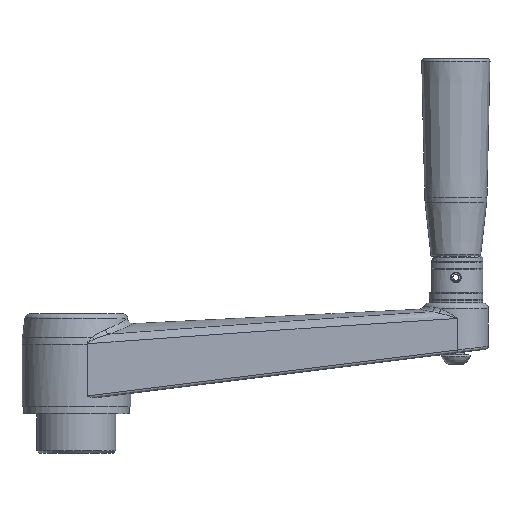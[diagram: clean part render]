
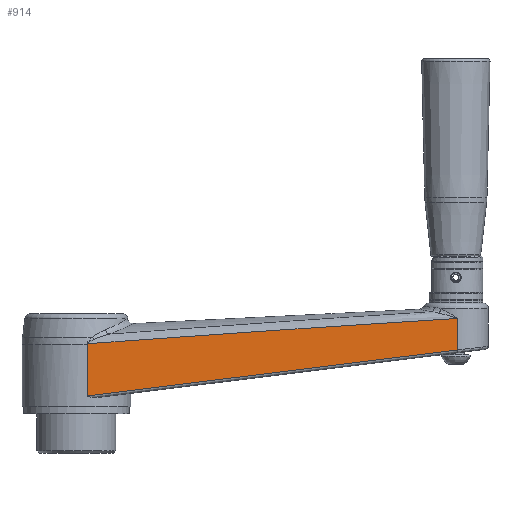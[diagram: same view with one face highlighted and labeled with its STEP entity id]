
A CAD part, front view. The second image highlights one B-rep face of the part: STEP entity #914.
In plain terms, the highlighted planar face has unit normal (0.056, -0.999, 0).
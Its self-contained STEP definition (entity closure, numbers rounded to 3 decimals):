
#914 = ADVANCED_FACE( '', ( #1952 ), #1953, .T. );
#1952 = FACE_OUTER_BOUND( '', #6321, .T. );
#1953 = PLANE( '', #6322 );
#6321 = EDGE_LOOP( '', ( #9072, #9073, #9074, #9075, #9076 ) );
#6322 = AXIS2_PLACEMENT_3D( '', #9077, #9078, #9079 );
#9072 = ORIENTED_EDGE( '', *, *, #9651, .T. );
#9073 = ORIENTED_EDGE( '', *, *, #10427, .T. );
#9074 = ORIENTED_EDGE( '', *, *, #10134, .F. );
#9075 = ORIENTED_EDGE( '', *, *, #10395, .T. );
#9076 = ORIENTED_EDGE( '', *, *, #9705, .T. );
#9077 = CARTESIAN_POINT( '', ( -64.927, -19.151, 50. ) );
#9078 = DIRECTION( '', ( 0.056, -0.998, 0. ) );
#9079 = DIRECTION( '', ( 0.998, 0.056, 0. ) );
#9651 = EDGE_CURVE( '', #10806, #10804, #10807, .T. );
#9705 = EDGE_CURVE( '', #10900, #10806, #10901, .F. );
#10134 = EDGE_CURVE( '', #11578, #11570, #11579, .T. );
#10395 = EDGE_CURVE( '', #11578, #10900, #11917, .T. );
#10427 = EDGE_CURVE( '', #10804, #11570, #11957, .T. );
#10804 = VERTEX_POINT( '', #12720 );
#10806 = VERTEX_POINT( '', #12737 );
#10807 = LINE( '', #12738, #12739 );
#10900 = VERTEX_POINT( '', #13296 );
#10901 = B_SPLINE_CURVE_WITH_KNOTS( '', 3, ( #13297, #13298, #13299, #13300, #13301, #13302, #13303, #13304, #13305, #13306, #13307, #13308, #13309, #13310, #13311, #13312, #13313, #13314, #13315, #13316, #13317 ), .UNSPECIFIED., .F., .F., ( 4, 2, 2, 1, 2, 2, 1, 1, 1, 2, 2, 1, 4 ), ( 0., 0., 0., 0., 0., 0., 0., 0., 0., 0., 0., 0., 0. ), .UNSPECIFIED. );
#11570 = VERTEX_POINT( '', #14783 );
#11578 = VERTEX_POINT( '', #14791 );
#11579 = LINE( '', #14792, #14793 );
#11917 = ELLIPSE( '', #15901, 715.897, 39.786 );
#11957 = LINE( '', #16005, #16006 );
#12720 = CARTESIAN_POINT( '', ( -59.28, -18.836, 6.386 ) );
#12737 = CARTESIAN_POINT( '', ( -59.28, -18.836, 24.476 ) );
#12738 = CARTESIAN_POINT( '', ( -59.28, -18.836, 0. ) );
#12739 = VECTOR( '', #16503, 1000. );
#13296 = CARTESIAN_POINT( '', ( -59.145, -18.829, 24.87 ) );
#13297 = CARTESIAN_POINT( '', ( -59.28, -18.836, 24.476 ) );
#13298 = CARTESIAN_POINT( '', ( -59.276, -18.836, 24.511 ) );
#13299 = CARTESIAN_POINT( '', ( -59.271, -18.836, 24.545 ) );
#13300 = CARTESIAN_POINT( '', ( -59.257, -18.835, 24.614 ) );
#13301 = CARTESIAN_POINT( '', ( -59.248, -18.834, 24.647 ) );
#13302 = CARTESIAN_POINT( '', ( -59.231, -18.833, 24.697 ) );
#13303 = CARTESIAN_POINT( '', ( -59.222, -18.833, 24.722 ) );
#13304 = CARTESIAN_POINT( '', ( -59.212, -18.832, 24.746 ) );
#13305 = CARTESIAN_POINT( '', ( -59.205, -18.832, 24.762 ) );
#13306 = CARTESIAN_POINT( '', ( -59.201, -18.832, 24.77 ) );
#13307 = CARTESIAN_POINT( '', ( -59.19, -18.831, 24.794 ) );
#13308 = CARTESIAN_POINT( '', ( -59.177, -18.83, 24.818 ) );
#13309 = CARTESIAN_POINT( '', ( -59.161, -18.83, 24.844 ) );
#13310 = CARTESIAN_POINT( '', ( -59.154, -18.829, 24.856 ) );
#13311 = CARTESIAN_POINT( '', ( -59.151, -18.829, 24.86 ) );
#13312 = CARTESIAN_POINT( '', ( -59.151, -18.829, 24.861 ) );
#13313 = CARTESIAN_POINT( '', ( -59.15, -18.829, 24.861 ) );
#13314 = CARTESIAN_POINT( '', ( -59.149, -18.829, 24.863 ) );
#13315 = CARTESIAN_POINT( '', ( -59.148, -18.829, 24.865 ) );
#13316 = CARTESIAN_POINT( '', ( -59.146, -18.829, 24.868 ) );
#13317 = CARTESIAN_POINT( '', ( -59.145, -18.829, 24.87 ) );
#14783 = CARTESIAN_POINT( '', ( 71.778, -11.532, 22.669 ) );
#14791 = CARTESIAN_POINT( '', ( 71.778, -11.532, 33.808 ) );
#14792 = CARTESIAN_POINT( '', ( 71.778, -11.532, 50. ) );
#14793 = VECTOR( '', #17132, 1000. );
#15901 = AXIS2_PLACEMENT_3D( '', #17394, #17395, #17396 );
#16005 = CARTESIAN_POINT( '', ( 71.656, -11.539, 22.653 ) );
#16006 = VECTOR( '', #17432, 1000. );
#16503 = DIRECTION( '', ( 0., 0., -1. ) );
#17132 = DIRECTION( '', ( 0., 0., -1. ) );
#17394 = CARTESIAN_POINT( '', ( 224.953, -2.995, 2.593 ) );
#17395 = DIRECTION( '', ( 0.056, -0.998, 0. ) );
#17396 = DIRECTION( '', ( -0.997, -0.056, -0.05 ) );
#17432 = DIRECTION( '', ( 0.991, 0.055, 0.123 ) );
